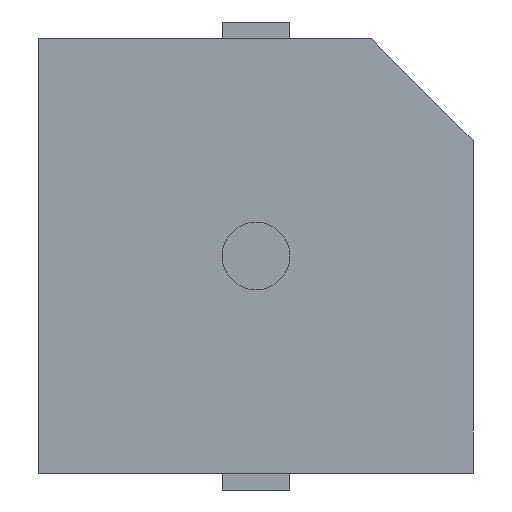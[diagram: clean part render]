
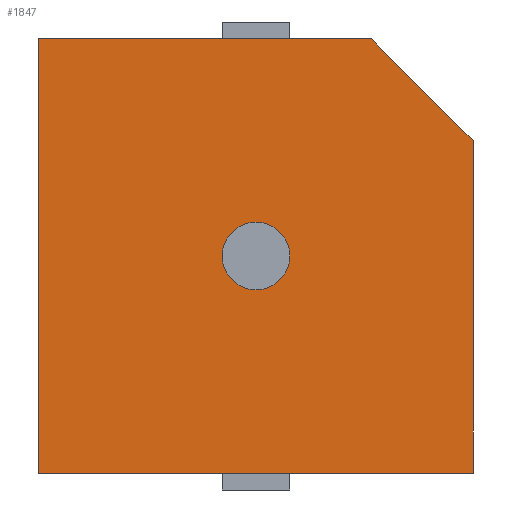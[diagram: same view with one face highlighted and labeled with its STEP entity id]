
A CAD part, front view. The second image highlights one B-rep face of the part: STEP entity #1847.
In plain terms, the highlighted planar face has unit normal (0, -1, 0).
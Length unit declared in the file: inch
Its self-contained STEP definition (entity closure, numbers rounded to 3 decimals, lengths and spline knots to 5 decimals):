
#19 = VERTEX_POINT ( 'NONE', #1291 ) ;
#71 = VERTEX_POINT ( 'NONE', #1035 ) ;
#183 = EDGE_CURVE ( 'NONE', #1623, #1599, #463, .T. ) ;
#212 = CIRCLE ( 'NONE', #1660, 0.03937 ) ;
#381 = EDGE_CURVE ( 'NONE', #71, #19, #1166, .T. ) ;
#444 = ORIENTED_EDGE ( 'NONE', *, *, #381, .T. ) ;
#461 = EDGE_CURVE ( 'NONE', #601, #852, #1297, .T. ) ;
#463 = LINE ( 'NONE', #1425, #1260 ) ;
#486 = VECTOR ( 'NONE', #759, 39.37008 ) ;
#501 = DIRECTION ( 'NONE',  ( 0., 0., 1. ) ) ;
#535 = CARTESIAN_POINT ( 'NONE',  ( 0., -0.25197, 0.03937 ) ) ;
#546 = DIRECTION ( 'NONE',  ( 0., -1., 0. ) ) ;
#579 = PLANE ( 'NONE',  #615 ) ;
#601 = VERTEX_POINT ( 'NONE', #1151 ) ;
#615 = AXIS2_PLACEMENT_3D ( 'NONE', #1981, #726, #1638 ) ;
#689 = CARTESIAN_POINT ( 'NONE',  ( 0., -0.25197, 0. ) ) ;
#726 = DIRECTION ( 'NONE',  ( 0., 1., 0. ) ) ;
#759 = DIRECTION ( 'NONE',  ( -0.707, 0., 0.707 ) ) ;
#767 = CARTESIAN_POINT ( 'NONE',  ( 0.25197, -0.25197, 0.13386 ) ) ;
#813 = CARTESIAN_POINT ( 'NONE',  ( 0.13386, -0.25197, 0.25197 ) ) ;
#816 = CARTESIAN_POINT ( 'NONE',  ( -0.25197, -0.25197, -0.25197 ) ) ;
#849 = EDGE_CURVE ( 'NONE', #852, #601, #212, .T. ) ;
#852 = VERTEX_POINT ( 'NONE', #535 ) ;
#893 = EDGE_LOOP ( 'NONE', ( #1062, #1639, #444, #1385, #1753 ) ) ;
#963 = ORIENTED_EDGE ( 'NONE', *, *, #461, .F. ) ;
#969 = CARTESIAN_POINT ( 'NONE',  ( -0.25197, -0.25197, -0.25197 ) ) ;
#976 = VECTOR ( 'NONE', #1172, 39.37008 ) ;
#1032 = ORIENTED_EDGE ( 'NONE', *, *, #849, .F. ) ;
#1035 = CARTESIAN_POINT ( 'NONE',  ( -0.25197, -0.25197, 0.25197 ) ) ;
#1062 = ORIENTED_EDGE ( 'NONE', *, *, #1978, .T. ) ;
#1095 = VERTEX_POINT ( 'NONE', #813 ) ;
#1151 = CARTESIAN_POINT ( 'NONE',  ( 0., -0.25197, -0.03937 ) ) ;
#1160 = LINE ( 'NONE', #816, #976 ) ;
#1166 = LINE ( 'NONE', #969, #1690 ) ;
#1172 = DIRECTION ( 'NONE',  ( 1., 0., 0. ) ) ;
#1212 = FACE_OUTER_BOUND ( 'NONE', #893, .T. ) ;
#1214 = VECTOR ( 'NONE', #1641, 39.37008 ) ;
#1260 = VECTOR ( 'NONE', #1416, 39.37008 ) ;
#1291 = CARTESIAN_POINT ( 'NONE',  ( -0.25197, -0.25197, -0.25197 ) ) ;
#1297 = CIRCLE ( 'NONE', #1984, 0.03937 ) ;
#1328 = LINE ( 'NONE', #1796, #1214 ) ;
#1361 = FACE_BOUND ( 'NONE', #1870, .T. ) ;
#1372 = LINE ( 'NONE', #1697, #486 ) ;
#1385 = ORIENTED_EDGE ( 'NONE', *, *, #1693, .T. ) ;
#1416 = DIRECTION ( 'NONE',  ( 0., 0., 1. ) ) ;
#1425 = CARTESIAN_POINT ( 'NONE',  ( 0.25197, -0.25197, -0.25197 ) ) ;
#1599 = VERTEX_POINT ( 'NONE', #767 ) ;
#1623 = VERTEX_POINT ( 'NONE', #2025 ) ;
#1638 = DIRECTION ( 'NONE',  ( 0., 0., 1. ) ) ;
#1639 = ORIENTED_EDGE ( 'NONE', *, *, #1835, .T. ) ;
#1641 = DIRECTION ( 'NONE',  ( -1., 0., 0. ) ) ;
#1660 = AXIS2_PLACEMENT_3D ( 'NONE', #689, #1943, #501 ) ;
#1690 = VECTOR ( 'NONE', #1767, 39.37008 ) ;
#1693 = EDGE_CURVE ( 'NONE', #19, #1623, #1160, .T. ) ;
#1697 = CARTESIAN_POINT ( 'NONE',  ( 0.19291, -0.25197, 0.19291 ) ) ;
#1753 = ORIENTED_EDGE ( 'NONE', *, *, #183, .T. ) ;
#1767 = DIRECTION ( 'NONE',  ( 0., 0., -1. ) ) ;
#1796 = CARTESIAN_POINT ( 'NONE',  ( -0.25197, -0.25197, 0.25197 ) ) ;
#1798 = CARTESIAN_POINT ( 'NONE',  ( 0., -0.25197, 0. ) ) ;
#1835 = EDGE_CURVE ( 'NONE', #1095, #71, #1328, .T. ) ;
#1847 = ADVANCED_FACE ( 'NONE', ( #1212, #1361 ), #579, .F. ) ;
#1870 = EDGE_LOOP ( 'NONE', ( #963, #1032 ) ) ;
#1943 = DIRECTION ( 'NONE',  ( 0., -1., 0. ) ) ;
#1978 = EDGE_CURVE ( 'NONE', #1599, #1095, #1372, .T. ) ;
#1981 = CARTESIAN_POINT ( 'NONE',  ( 0., -0.25197, 0. ) ) ;
#1983 = DIRECTION ( 'NONE',  ( 0., 0., 1. ) ) ;
#1984 = AXIS2_PLACEMENT_3D ( 'NONE', #1798, #546, #1983 ) ;
#2025 = CARTESIAN_POINT ( 'NONE',  ( 0.25197, -0.25197, -0.25197 ) ) ;
